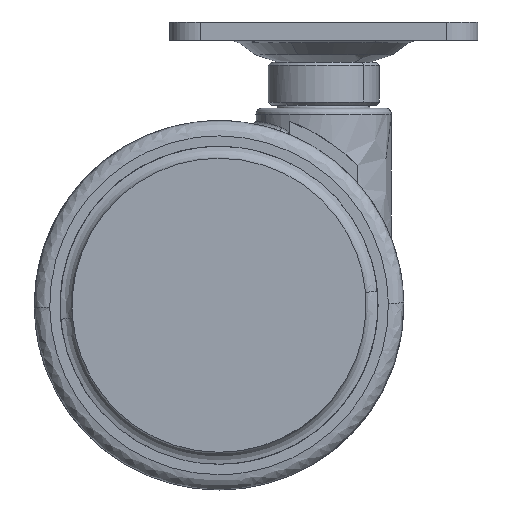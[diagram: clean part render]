
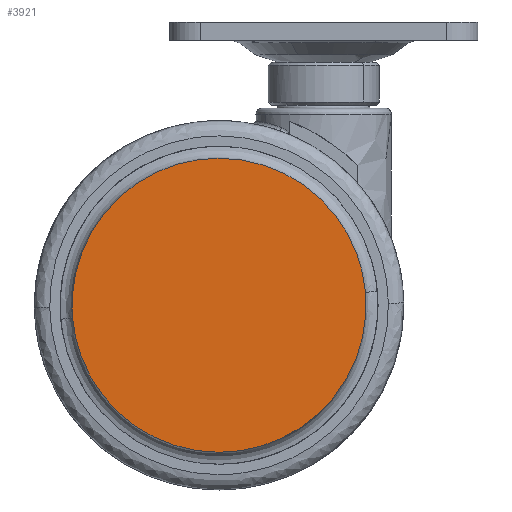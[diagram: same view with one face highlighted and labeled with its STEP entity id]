
A CAD part, front view. The second image highlights one B-rep face of the part: STEP entity #3921.
In plain terms, the highlighted free-form (B-spline) face has degree [1, 1] with [2, 2] control points.
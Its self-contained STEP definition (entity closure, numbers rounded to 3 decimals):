
#3833=CARTESIAN_POINT('',(-26.254,-22.8,-26.261));
#3834=CARTESIAN_POINT('',(-26.254,-22.8,26.261));
#3835=CARTESIAN_POINT('',(26.254,-22.8,-26.261));
#3836=CARTESIAN_POINT('',(26.254,-22.8,26.261));
#3837=B_SPLINE_SURFACE_WITH_KNOTS('',1,1,((#3833,#3835),(#3834,#3836)),.UNSPECIFIED.,.F.,.F.,.U.,(2,2),(2,2),(0.0,52.521),(0.0,52.508),.UNSPECIFIED.);
#3838=CARTESIAN_POINT('',(-23.783,-22.8,-2.097));
#3839=VERTEX_POINT('',#3838);
#3840=CARTESIAN_POINT('',(0.0,-22.8,23.876));
#3841=VERTEX_POINT('',#3840);
#3842=CARTESIAN_POINT('',(-23.783,-22.8,-2.097));
#3843=CARTESIAN_POINT('',(-23.887,-22.8,-0.916));
#3844=CARTESIAN_POINT('',(-23.913,-22.8,0.997));
#3845=CARTESIAN_POINT('',(-23.628,-22.8,3.666));
#3846=CARTESIAN_POINT('',(-23.155,-22.8,5.994));
#3847=CARTESIAN_POINT('',(-22.336,-22.8,8.605));
#3848=CARTESIAN_POINT('',(-20.965,-22.8,11.616));
#3849=CARTESIAN_POINT('',(-19.152,-22.8,14.387));
#3850=CARTESIAN_POINT('',(-17.18,-22.8,16.642));
#3851=CARTESIAN_POINT('',(-15.25,-22.8,18.434));
#3852=CARTESIAN_POINT('',(-12.76,-22.8,20.28));
#3853=CARTESIAN_POINT('',(-9.842,-22.8,21.846));
#3854=CARTESIAN_POINT('',(-6.489,-22.8,23.058));
#3855=CARTESIAN_POINT('',(-3.3,-22.8,23.728));
#3856=CARTESIAN_POINT('',(-1.031,-22.8,23.876));
#3857=CARTESIAN_POINT('',(0.0,-22.8,23.876));
#3858=B_SPLINE_CURVE_WITH_KNOTS('',3,(#3842,#3843,#3844,#3845,#3846,#3847,#3848,#3849,#3850,#3851,#3852,#3853,#3854,#3855,#3856,#3857),.UNSPECIFIED.,.F.,.U.,(4,1,1,1,1,1,1,1,1,1,1,1,1,4),(0.,3.558,5.724,8.045,10.674,13.923,17.946,20.575,22.896,25.835,29.858,32.797,36.51,39.604),.UNSPECIFIED.);
#3859=EDGE_CURVE('',#3839,#3841,#3858,.T.);
#3860=ORIENTED_EDGE('',*,*,#3859,.F.);
#3861=CARTESIAN_POINT('',(0.0,-22.8,-23.876));
#3862=VERTEX_POINT('',#3861);
#3863=CARTESIAN_POINT('',(0.0,-22.8,-23.876));
#3864=CARTESIAN_POINT('',(-1.106,-22.8,-23.876));
#3865=CARTESIAN_POINT('',(-3.365,-22.8,-23.718));
#3866=CARTESIAN_POINT('',(-6.212,-22.8,-23.107));
#3867=CARTESIAN_POINT('',(-9.011,-22.8,-22.166));
#3868=CARTESIAN_POINT('',(-11.439,-22.8,-21.031));
#3869=CARTESIAN_POINT('',(-14.091,-22.8,-19.351));
#3870=CARTESIAN_POINT('',(-16.195,-22.8,-17.617));
#3871=CARTESIAN_POINT('',(-18.114,-22.8,-15.621));
#3872=CARTESIAN_POINT('',(-19.589,-22.8,-13.726));
#3873=CARTESIAN_POINT('',(-21.126,-22.8,-11.258));
#3874=CARTESIAN_POINT('',(-22.367,-22.8,-8.571));
#3875=CARTESIAN_POINT('',(-23.342,-22.8,-5.344));
#3876=CARTESIAN_POINT('',(-23.682,-22.8,-3.245));
#3877=CARTESIAN_POINT('',(-23.783,-22.8,-2.097));
#3878=B_SPLINE_CURVE_WITH_KNOTS('',3,(#3863,#3864,#3865,#3866,#3867,#3868,#3869,#3870,#3871,#3872,#3873,#3874,#3875,#3876,#3877),.UNSPECIFIED.,.F.,.U.,(4,1,1,1,1,1,1,1,1,1,1,1,4),(0.,3.319,6.776,8.713,12.17,14.798,18.117,20.329,23.095,25.308,29.042,31.946,35.403),.UNSPECIFIED.);
#3879=EDGE_CURVE('',#3862,#3839,#3878,.T.);
#3880=ORIENTED_EDGE('',*,*,#3879,.F.);
#3881=CARTESIAN_POINT('',(23.783,-22.8,2.097));
#3882=VERTEX_POINT('',#3881);
#3883=CARTESIAN_POINT('',(23.783,-22.8,2.097));
#3884=CARTESIAN_POINT('',(23.924,-22.8,0.505));
#3885=CARTESIAN_POINT('',(23.894,-22.8,-1.879));
#3886=CARTESIAN_POINT('',(23.329,-22.8,-5.344));
#3887=CARTESIAN_POINT('',(22.382,-22.8,-8.622));
#3888=CARTESIAN_POINT('',(20.816,-22.8,-11.892));
#3889=CARTESIAN_POINT('',(18.972,-22.8,-14.574));
#3890=CARTESIAN_POINT('',(17.252,-22.8,-16.567));
#3891=CARTESIAN_POINT('',(15.145,-22.8,-18.549));
#3892=CARTESIAN_POINT('',(12.791,-22.8,-20.237));
#3893=CARTESIAN_POINT('',(10.112,-22.8,-21.686));
#3894=CARTESIAN_POINT('',(7.714,-22.8,-22.649));
#3895=CARTESIAN_POINT('',(4.28,-22.8,-23.596));
#3896=CARTESIAN_POINT('',(1.753,-22.8,-23.876));
#3897=CARTESIAN_POINT('',(0.0,-22.8,-23.876));
#3898=B_SPLINE_CURVE_WITH_KNOTS('',3,(#3883,#3884,#3885,#3886,#3887,#3888,#3889,#3890,#3891,#3892,#3893,#3894,#3895,#3896,#3897),.UNSPECIFIED.,.F.,.U.,(4,1,1,1,1,1,1,1,1,1,1,1,4),(0.,4.796,7.116,10.52,15.006,17.946,20.266,22.896,26.609,28.929,32.023,34.344,39.604),.UNSPECIFIED.);
#3899=EDGE_CURVE('',#3882,#3862,#3898,.T.);
#3900=ORIENTED_EDGE('',*,*,#3899,.F.);
#3901=CARTESIAN_POINT('',(0.0,-22.8,23.876));
#3902=CARTESIAN_POINT('',(1.66,-22.8,23.876));
#3903=CARTESIAN_POINT('',(4.149,-22.8,23.615));
#3904=CARTESIAN_POINT('',(7.851,-22.8,22.628));
#3905=CARTESIAN_POINT('',(10.795,-22.8,21.394));
#3906=CARTESIAN_POINT('',(13.402,-22.8,19.815));
#3907=CARTESIAN_POINT('',(15.53,-22.8,18.192));
#3908=CARTESIAN_POINT('',(17.177,-22.8,16.639));
#3909=CARTESIAN_POINT('',(18.813,-22.8,14.761));
#3910=CARTESIAN_POINT('',(20.317,-22.8,12.658));
#3911=CARTESIAN_POINT('',(21.549,-22.8,10.382));
#3912=CARTESIAN_POINT('',(22.554,-22.8,7.953));
#3913=CARTESIAN_POINT('',(23.342,-22.8,5.344));
#3914=CARTESIAN_POINT('',(23.682,-22.8,3.245));
#3915=CARTESIAN_POINT('',(23.783,-22.8,2.097));
#3916=B_SPLINE_CURVE_WITH_KNOTS('',3,(#3901,#3902,#3903,#3904,#3905,#3906,#3907,#3908,#3909,#3910,#3911,#3912,#3913,#3914,#3915),.UNSPECIFIED.,.F.,.U.,(4,1,1,1,1,1,1,1,1,1,1,1,4),(0.,4.979,7.468,11.478,14.521,16.595,19.5,21.297,24.063,27.244,29.042,31.946,35.403),.UNSPECIFIED.);
#3917=EDGE_CURVE('',#3841,#3882,#3916,.T.);
#3918=ORIENTED_EDGE('',*,*,#3917,.F.);
#3919=EDGE_LOOP('',(#3860,#3880,#3900,#3918));
#3920=FACE_OUTER_BOUND('',#3919,.T.);
#3921=ADVANCED_FACE('',(#3920),#3837,.F.);
